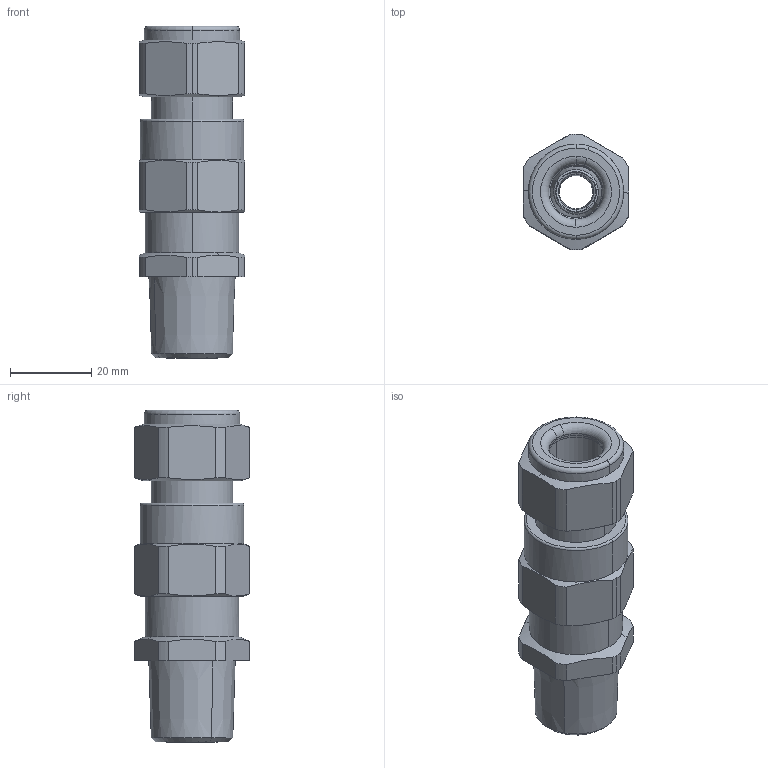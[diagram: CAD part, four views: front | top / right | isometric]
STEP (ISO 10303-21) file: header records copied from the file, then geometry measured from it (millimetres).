
FILE_DESCRIPTION(('CATIA V5 STEP Exchange','CAx-IF Rec.Pracs.--- Model Styling and Organization---1.4--- 2014-01-23'),'2;1');
FILE_NAME ('316410-1_0_1188940000_1188940000.stp','2022-12-13T02:09:06+00:00',('none'),('Weidmueller'),'CATIA Version 5-6 Release 2016 SP3 HF44','CATIA V5 STEP AP214','none');
FILE_SCHEMA(('AUTOMOTIVE_DESIGN { 1 0 10303 214 1 1 1 1 }'));
Length unit declared in the file: millimetre
Products named in the file (1): E1W/16/NPT1/2-WM
Bounding box: 26 x 28.5 x 81.9 mm (x, y, z)
Volume: 27803.9 mm3; surface area: 18019.4 mm2
Topology: 3 solids, 3 shells, 202 faces, 486 edges, 306 vertices
Faces by surface type: cylinder 68, cone 55, plane 40, torus 39
Entity records: 5830 total; most frequent: CARTESIAN_POINT 1266, ORIENTED_EDGE 972, DIRECTION 797, EDGE_CURVE 486, AXIS2_PLACEMENT_3D 472, VERTEX_POINT 306, CIRCLE 292, EDGE_LOOP 224
